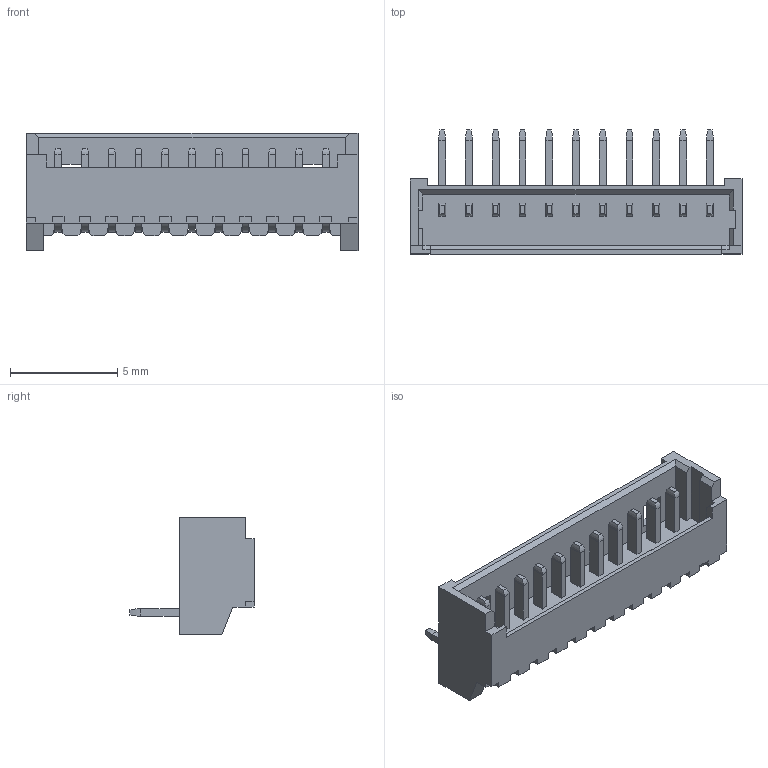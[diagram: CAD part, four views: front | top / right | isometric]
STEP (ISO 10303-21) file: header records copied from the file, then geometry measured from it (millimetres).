
FILE_DESCRIPTION((''),'2;1');
FILE_NAME('530481110','2013-12-04T',('me'),(''),'PRO/ENGINEER BY PARAMETRIC TECHNOLOGY CORPORATION, 2011490','PRO/ENGINEER BY PARAMETRIC TECHNOLOGY CORPORATION, 2011490','');
FILE_SCHEMA(('CONFIG_CONTROL_DESIGN'));
Length unit declared in the file: millimetre
Products named in the file (1): 530481110
Bounding box: 15.5 x 5.8 x 5.5 mm (x, y, z)
Volume: 115 mm3; surface area: 437.6 mm2
Topology: 1 solids, 1 shells, 399 faces, 1044 edges, 658 vertices
Faces by surface type: plane 300, bspline 88, cylinder 11
Entity records: 14112 total; most frequent: CARTESIAN_POINT 4720, ORIENTED_EDGE 2044, DIRECTION 1646, EDGE_CURVE 1022, VECTOR 890, LINE 890, VERTEX_POINT 636, EDGE_LOOP 414
